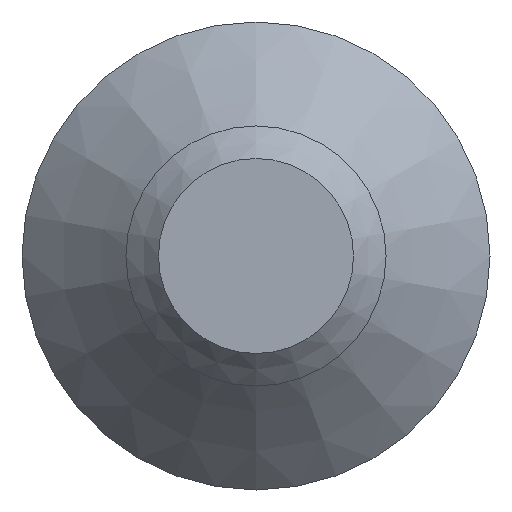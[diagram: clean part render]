
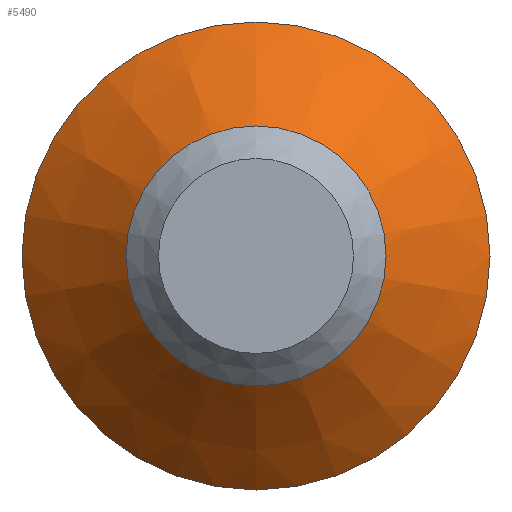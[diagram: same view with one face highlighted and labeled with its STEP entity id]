
A CAD part, front view. The second image highlights one B-rep face of the part: STEP entity #5490.
In plain terms, the highlighted conical face has half-angle 45 degrees and reference radius 1.8 mm.
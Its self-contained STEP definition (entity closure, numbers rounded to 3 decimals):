
#125 = EDGE_CURVE ( 'NONE', #12972, #12972, #10049, .T. ) ;
#1634 = FACE_OUTER_BOUND ( 'NONE', #10540, .T. ) ;
#2175 = CONICAL_SURFACE ( 'NONE', #6563, 1.8, 0.785 ) ;
#2273 = EDGE_LOOP ( 'NONE', ( #9562 ) ) ;
#2351 = CIRCLE ( 'NONE', #6268, 3.6 ) ;
#3379 = FACE_BOUND ( 'NONE', #2273, .T. ) ;
#3550 = CARTESIAN_POINT ( 'NONE',  ( 0., 17.6, -3.6 ) ) ;
#3636 = CARTESIAN_POINT ( 'NONE',  ( 0., 15.8, -1.8 ) ) ;
#5004 = EDGE_CURVE ( 'NONE', #7308, #7308, #2351, .T. ) ;
#5284 = DIRECTION ( 'NONE',  ( 0., -1., 0. ) ) ;
#5490 = ADVANCED_FACE ( 'NONE', ( #1634, #3379 ), #2175, .T. ) ;
#6268 = AXIS2_PLACEMENT_3D ( 'NONE', #7513, #5284, #13193 ) ;
#6352 = DIRECTION ( 'NONE',  ( 0., -1., 0. ) ) ;
#6563 = AXIS2_PLACEMENT_3D ( 'NONE', #8899, #14526, #11118 ) ;
#7308 = VERTEX_POINT ( 'NONE', #3550 ) ;
#7513 = CARTESIAN_POINT ( 'NONE',  ( 0., 17.6, 0. ) ) ;
#8849 = DIRECTION ( 'NONE',  ( 0., 0., -1. ) ) ;
#8899 = CARTESIAN_POINT ( 'NONE',  ( 0., 15.8, 0. ) ) ;
#9562 = ORIENTED_EDGE ( 'NONE', *, *, #125, .F. ) ;
#10049 = CIRCLE ( 'NONE', #10524, 1.8 ) ;
#10524 = AXIS2_PLACEMENT_3D ( 'NONE', #13125, #6352, #8849 ) ;
#10540 = EDGE_LOOP ( 'NONE', ( #12011 ) ) ;
#11118 = DIRECTION ( 'NONE',  ( 0., 0., 1. ) ) ;
#12011 = ORIENTED_EDGE ( 'NONE', *, *, #5004, .T. ) ;
#12972 = VERTEX_POINT ( 'NONE', #3636 ) ;
#13125 = CARTESIAN_POINT ( 'NONE',  ( 0., 15.8, 0. ) ) ;
#13193 = DIRECTION ( 'NONE',  ( 0., 0., -1. ) ) ;
#14526 = DIRECTION ( 'NONE',  ( 0., 1., 0. ) ) ;
